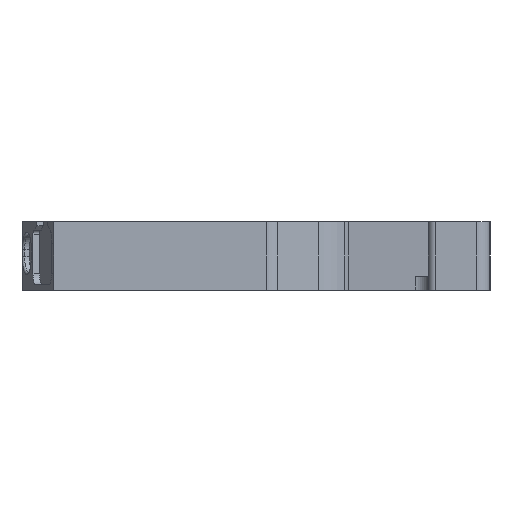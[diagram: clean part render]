
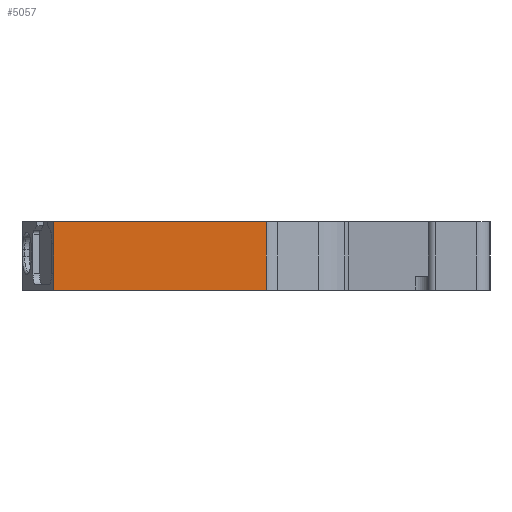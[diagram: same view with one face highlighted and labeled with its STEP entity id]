
A CAD part, left-side view. The second image highlights one B-rep face of the part: STEP entity #5057.
In plain terms, the highlighted planar face has unit normal (-1, 0, 0).
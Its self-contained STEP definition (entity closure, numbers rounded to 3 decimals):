
#971 = VERTEX_POINT ( 'NONE', #1939 ) ;
#997 = EDGE_LOOP ( 'NONE', ( #6113, #3140, #6859, #2226 ) ) ;
#1136 = CARTESIAN_POINT ( 'NONE',  ( -40.6, 22.676, -5. ) ) ;
#1435 = DIRECTION ( 'NONE',  ( 0., -1., 0. ) ) ;
#1569 = CARTESIAN_POINT ( 'NONE',  ( -40.6, 22.676, 0. ) ) ;
#1781 = VERTEX_POINT ( 'NONE', #7406 ) ;
#1939 = CARTESIAN_POINT ( 'NONE',  ( -40.6, 7.149, 0. ) ) ;
#2089 = CARTESIAN_POINT ( 'NONE',  ( -40.6, 22.676, -5. ) ) ;
#2140 = PLANE ( 'NONE',  #7339 ) ;
#2148 = DIRECTION ( 'NONE',  ( -1., 0., 0. ) ) ;
#2156 = DIRECTION ( 'NONE',  ( 0., -1., 0. ) ) ;
#2226 = ORIENTED_EDGE ( 'NONE', *, *, #7235, .T. ) ;
#2557 = EDGE_CURVE ( 'NONE', #1781, #971, #4784, .T. ) ;
#2907 = EDGE_CURVE ( 'NONE', #6096, #1781, #6787, .T. ) ;
#3140 = ORIENTED_EDGE ( 'NONE', *, *, #2907, .F. ) ;
#3256 = CARTESIAN_POINT ( 'NONE',  ( -40.6, 22.676, -5. ) ) ;
#3637 = LINE ( 'NONE', #5369, #3743 ) ;
#3676 = FACE_OUTER_BOUND ( 'NONE', #997, .T. ) ;
#3743 = VECTOR ( 'NONE', #3800, 1000. ) ;
#3800 = DIRECTION ( 'NONE',  ( 0., 0., 1. ) ) ;
#3874 = CARTESIAN_POINT ( 'NONE',  ( -40.6, 22.676, -5. ) ) ;
#4705 = VECTOR ( 'NONE', #5109, 1000. ) ;
#4784 = LINE ( 'NONE', #1569, #4940 ) ;
#4940 = VECTOR ( 'NONE', #6701, 1000. ) ;
#4945 = LINE ( 'NONE', #1136, #4986 ) ;
#4986 = VECTOR ( 'NONE', #1435, 1000. ) ;
#5057 = ADVANCED_FACE ( 'NONE', ( #3676 ), #2140, .T. ) ;
#5109 = DIRECTION ( 'NONE',  ( 0., 0., 1. ) ) ;
#5369 = CARTESIAN_POINT ( 'NONE',  ( -40.6, 7.149, -5. ) ) ;
#6096 = VERTEX_POINT ( 'NONE', #3256 ) ;
#6113 = ORIENTED_EDGE ( 'NONE', *, *, #2557, .F. ) ;
#6329 = VERTEX_POINT ( 'NONE', #7169 ) ;
#6458 = EDGE_CURVE ( 'NONE', #6096, #6329, #4945, .T. ) ;
#6701 = DIRECTION ( 'NONE',  ( 0., -1., 0. ) ) ;
#6787 = LINE ( 'NONE', #3874, #4705 ) ;
#6859 = ORIENTED_EDGE ( 'NONE', *, *, #6458, .T. ) ;
#7169 = CARTESIAN_POINT ( 'NONE',  ( -40.6, 7.149, -5. ) ) ;
#7235 = EDGE_CURVE ( 'NONE', #6329, #971, #3637, .T. ) ;
#7339 = AXIS2_PLACEMENT_3D ( 'NONE', #2089, #2148, #2156 ) ;
#7406 = CARTESIAN_POINT ( 'NONE',  ( -40.6, 22.676, 0. ) ) ;
